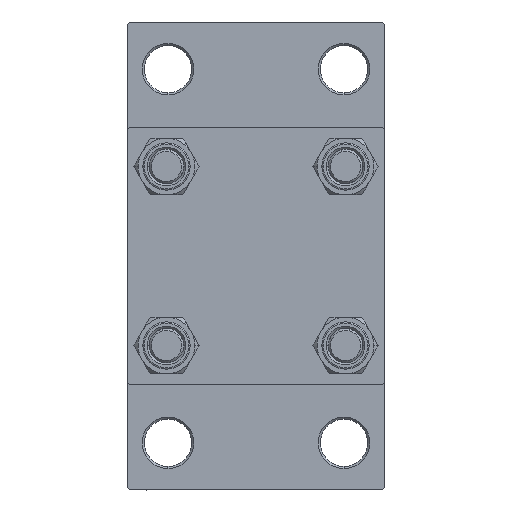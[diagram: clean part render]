
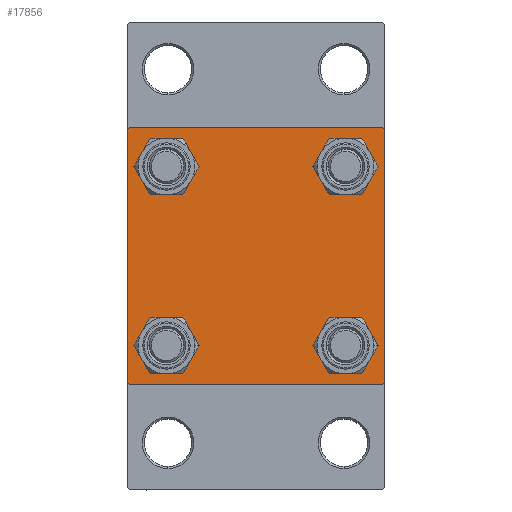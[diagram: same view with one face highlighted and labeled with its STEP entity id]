
A CAD part, left-side view. The second image highlights one B-rep face of the part: STEP entity #17856.
In plain terms, the highlighted planar face has unit normal (-1, 0, 0).
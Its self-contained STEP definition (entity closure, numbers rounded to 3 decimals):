
#164 = EDGE_LOOP ( 'NONE', ( #2866, #34851 ) ) ;
#403 = AXIS2_PLACEMENT_3D ( 'NONE', #10600, #25227, #21186 ) ;
#641 = VERTEX_POINT ( 'NONE', #15287 ) ;
#673 = ORIENTED_EDGE ( 'NONE', *, *, #6015, .T. ) ;
#1142 = CARTESIAN_POINT ( 'NONE',  ( 0., -20.85, -20.85 ) ) ;
#1692 = DIRECTION ( 'NONE',  ( 0., 0., 1. ) ) ;
#1720 = CARTESIAN_POINT ( 'NONE',  ( 0., 30., -29.5 ) ) ;
#2001 = CARTESIAN_POINT ( 'NONE',  ( 0., 30., 30. ) ) ;
#2225 = CARTESIAN_POINT ( 'NONE',  ( 0., 20.85, 20.85 ) ) ;
#2337 = DIRECTION ( 'NONE',  ( 0., 0., 1. ) ) ;
#2866 = ORIENTED_EDGE ( 'NONE', *, *, #45365, .T. ) ;
#2911 = EDGE_CURVE ( 'NONE', #20498, #18864, #24787, .T. ) ;
#3215 = CIRCLE ( 'NONE', #36182, 4.5 ) ;
#3554 = EDGE_CURVE ( 'NONE', #40539, #26539, #27313, .T. ) ;
#3757 = LINE ( 'NONE', #26078, #22206 ) ;
#4886 = CARTESIAN_POINT ( 'NONE',  ( 0., -30., -29.5 ) ) ;
#5297 = CARTESIAN_POINT ( 'NONE',  ( 0., -20.85, 20.85 ) ) ;
#5450 = CARTESIAN_POINT ( 'NONE',  ( 0., -30., 29.5 ) ) ;
#5707 = ORIENTED_EDGE ( 'NONE', *, *, #14077, .T. ) ;
#6015 = EDGE_CURVE ( 'NONE', #26546, #20498, #26242, .T. ) ;
#6779 = AXIS2_PLACEMENT_3D ( 'NONE', #39322, #10289, #11003 ) ;
#6834 = VERTEX_POINT ( 'NONE', #4886 ) ;
#6902 = ORIENTED_EDGE ( 'NONE', *, *, #27293, .T. ) ;
#7335 = DIRECTION ( 'NONE',  ( 0., 0., -1. ) ) ;
#7810 = EDGE_CURVE ( 'NONE', #26539, #40539, #38054, .T. ) ;
#8012 = CARTESIAN_POINT ( 'NONE',  ( 0., 29.75, 29.75 ) ) ;
#8076 = VERTEX_POINT ( 'NONE', #14919 ) ;
#8579 = LINE ( 'NONE', #34940, #38293 ) ;
#9020 = VECTOR ( 'NONE', #25447, 1000. ) ;
#10126 = FACE_BOUND ( 'NONE', #164, .T. ) ;
#10289 = DIRECTION ( 'NONE',  ( 1., 0., 0. ) ) ;
#10379 = VERTEX_POINT ( 'NONE', #20668 ) ;
#10399 = CARTESIAN_POINT ( 'NONE',  ( 0., 20.85, -20.85 ) ) ;
#10532 = ORIENTED_EDGE ( 'NONE', *, *, #25512, .F. ) ;
#10598 = LINE ( 'NONE', #25225, #25184 ) ;
#10600 = CARTESIAN_POINT ( 'NONE',  ( 0., 0., 0. ) ) ;
#11003 = DIRECTION ( 'NONE',  ( 0., 0., 1. ) ) ;
#11783 = ORIENTED_EDGE ( 'NONE', *, *, #7810, .T. ) ;
#13053 = DIRECTION ( 'NONE',  ( 1., 0., 0. ) ) ;
#13401 = CARTESIAN_POINT ( 'NONE',  ( 0., -20.85, -16.35 ) ) ;
#13770 = AXIS2_PLACEMENT_3D ( 'NONE', #10399, #13053, #24088 ) ;
#14077 = EDGE_CURVE ( 'NONE', #19291, #37118, #8579, .T. ) ;
#14258 = EDGE_LOOP ( 'NONE', ( #6902, #28058 ) ) ;
#14469 = DIRECTION ( 'NONE',  ( 0., 0., 1. ) ) ;
#14894 = DIRECTION ( 'NONE',  ( 0., -1., 0. ) ) ;
#14919 = CARTESIAN_POINT ( 'NONE',  ( 0., 29.5, -30. ) ) ;
#15111 = ORIENTED_EDGE ( 'NONE', *, *, #23714, .T. ) ;
#15287 = CARTESIAN_POINT ( 'NONE',  ( 0., -20.85, 16.35 ) ) ;
#15985 = DIRECTION ( 'NONE',  ( 0., 0.707, 0.707 ) ) ;
#16072 = CARTESIAN_POINT ( 'NONE',  ( 0., -20.85, 25.35 ) ) ;
#16387 = DIRECTION ( 'NONE',  ( 1., 0., 0. ) ) ;
#17169 = CARTESIAN_POINT ( 'NONE',  ( 0., 30., -30. ) ) ;
#17856 = ADVANCED_FACE ( 'NONE', ( #10126, #28583, #39623, #21397, #36043 ), #28822, .T. ) ;
#18685 = EDGE_CURVE ( 'NONE', #44008, #25364, #25735, .T. ) ;
#18864 = VERTEX_POINT ( 'NONE', #1720 ) ;
#19111 = VERTEX_POINT ( 'NONE', #13401 ) ;
#19291 = VERTEX_POINT ( 'NONE', #5450 ) ;
#19340 = DIRECTION ( 'NONE',  ( 0., -0.707, 0.707 ) ) ;
#20231 = DIRECTION ( 'NONE',  ( 0., 0., 1. ) ) ;
#20498 = VERTEX_POINT ( 'NONE', #22684 ) ;
#20668 = CARTESIAN_POINT ( 'NONE',  ( 0., -20.85, -25.35 ) ) ;
#20739 = DIRECTION ( 'NONE',  ( 1., 0., 0. ) ) ;
#20950 = DIRECTION ( 'NONE',  ( 0., 0., -1. ) ) ;
#21186 = DIRECTION ( 'NONE',  ( 0., 0., 1. ) ) ;
#21287 = DIRECTION ( 'NONE',  ( 1., 0., 0. ) ) ;
#21397 = FACE_BOUND ( 'NONE', #34204, .T. ) ;
#22206 = VECTOR ( 'NONE', #19340, 1000. ) ;
#22281 = CIRCLE ( 'NONE', #23030, 4.5 ) ;
#22684 = CARTESIAN_POINT ( 'NONE',  ( 0., 30., 29.5 ) ) ;
#23030 = AXIS2_PLACEMENT_3D ( 'NONE', #46217, #21287, #2337 ) ;
#23714 = EDGE_CURVE ( 'NONE', #18864, #8076, #36256, .T. ) ;
#23857 = ORIENTED_EDGE ( 'NONE', *, *, #38794, .T. ) ;
#24088 = DIRECTION ( 'NONE',  ( 0., 0., 1. ) ) ;
#24152 = EDGE_CURVE ( 'NONE', #19291, #6834, #43790, .T. ) ;
#24232 = AXIS2_PLACEMENT_3D ( 'NONE', #32237, #28396, #14469 ) ;
#24764 = CARTESIAN_POINT ( 'NONE',  ( 0., 20.85, -25.35 ) ) ;
#24787 = LINE ( 'NONE', #2001, #41814 ) ;
#24896 = EDGE_CURVE ( 'NONE', #641, #25648, #38163, .T. ) ;
#25184 = VECTOR ( 'NONE', #14894, 1000. ) ;
#25225 = CARTESIAN_POINT ( 'NONE',  ( 0., 30., 30. ) ) ;
#25227 = DIRECTION ( 'NONE',  ( -1., 0., 0. ) ) ;
#25364 = VERTEX_POINT ( 'NONE', #41323 ) ;
#25447 = DIRECTION ( 'NONE',  ( 0., -0.707, -0.707 ) ) ;
#25512 = EDGE_CURVE ( 'NONE', #26546, #37118, #10598, .T. ) ;
#25648 = VERTEX_POINT ( 'NONE', #16072 ) ;
#25735 = CIRCLE ( 'NONE', #24232, 4.5 ) ;
#25794 = EDGE_LOOP ( 'NONE', ( #34745, #15111, #23857, #40056, #41761, #5707, #10532, #673 ) ) ;
#26078 = CARTESIAN_POINT ( 'NONE',  ( 0., -29.75, -29.75 ) ) ;
#26242 = LINE ( 'NONE', #8012, #35698 ) ;
#26274 = VECTOR ( 'NONE', #35906, 1000. ) ;
#26450 = AXIS2_PLACEMENT_3D ( 'NONE', #29454, #29695, #33766 ) ;
#26539 = VERTEX_POINT ( 'NONE', #40780 ) ;
#26546 = VERTEX_POINT ( 'NONE', #34052 ) ;
#27293 = EDGE_CURVE ( 'NONE', #25364, #44008, #38270, .T. ) ;
#27313 = CIRCLE ( 'NONE', #26450, 4.5 ) ;
#27338 = AXIS2_PLACEMENT_3D ( 'NONE', #2225, #16387, #20231 ) ;
#28058 = ORIENTED_EDGE ( 'NONE', *, *, #18685, .T. ) ;
#28213 = LINE ( 'NONE', #17169, #26274 ) ;
#28396 = DIRECTION ( 'NONE',  ( 1., 0., 0. ) ) ;
#28583 = FACE_BOUND ( 'NONE', #36407, .T. ) ;
#28822 = PLANE ( 'NONE',  #403 ) ;
#28827 = CARTESIAN_POINT ( 'NONE',  ( 0., -29.5, 30. ) ) ;
#29348 = EDGE_CURVE ( 'NONE', #10379, #19111, #22281, .T. ) ;
#29454 = CARTESIAN_POINT ( 'NONE',  ( 0., 20.85, 20.85 ) ) ;
#29695 = DIRECTION ( 'NONE',  ( 1., 0., 0. ) ) ;
#30623 = CIRCLE ( 'NONE', #31377, 4.5 ) ;
#31377 = AXIS2_PLACEMENT_3D ( 'NONE', #5297, #34571, #1692 ) ;
#31573 = EDGE_CURVE ( 'NONE', #41017, #6834, #3757, .T. ) ;
#32237 = CARTESIAN_POINT ( 'NONE',  ( 0., 20.85, -20.85 ) ) ;
#32725 = DIRECTION ( 'NONE',  ( 0., 0., 1. ) ) ;
#33766 = DIRECTION ( 'NONE',  ( 0., 0., 1. ) ) ;
#34052 = CARTESIAN_POINT ( 'NONE',  ( 0., 29.5, 30. ) ) ;
#34204 = EDGE_LOOP ( 'NONE', ( #44863, #11783 ) ) ;
#34571 = DIRECTION ( 'NONE',  ( 1., 0., 0. ) ) ;
#34745 = ORIENTED_EDGE ( 'NONE', *, *, #2911, .T. ) ;
#34851 = ORIENTED_EDGE ( 'NONE', *, *, #24896, .T. ) ;
#34940 = CARTESIAN_POINT ( 'NONE',  ( 0., -29.75, 29.75 ) ) ;
#34943 = CARTESIAN_POINT ( 'NONE',  ( 0., -29.5, -30. ) ) ;
#35698 = VECTOR ( 'NONE', #37989, 1000. ) ;
#35778 = CARTESIAN_POINT ( 'NONE',  ( 0., 29.75, -29.75 ) ) ;
#35906 = DIRECTION ( 'NONE',  ( 0., -1., 0. ) ) ;
#36043 = FACE_OUTER_BOUND ( 'NONE', #25794, .T. ) ;
#36182 = AXIS2_PLACEMENT_3D ( 'NONE', #1142, #20739, #32725 ) ;
#36256 = LINE ( 'NONE', #35778, #9020 ) ;
#36407 = EDGE_LOOP ( 'NONE', ( #36770, #45245 ) ) ;
#36770 = ORIENTED_EDGE ( 'NONE', *, *, #36841, .T. ) ;
#36841 = EDGE_CURVE ( 'NONE', #19111, #10379, #3215, .T. ) ;
#37118 = VERTEX_POINT ( 'NONE', #28827 ) ;
#37989 = DIRECTION ( 'NONE',  ( 0., 0.707, -0.707 ) ) ;
#38054 = CIRCLE ( 'NONE', #27338, 4.5 ) ;
#38163 = CIRCLE ( 'NONE', #6779, 4.5 ) ;
#38270 = CIRCLE ( 'NONE', #13770, 4.5 ) ;
#38293 = VECTOR ( 'NONE', #15985, 1000. ) ;
#38794 = EDGE_CURVE ( 'NONE', #8076, #41017, #28213, .T. ) ;
#39322 = CARTESIAN_POINT ( 'NONE',  ( 0., -20.85, 20.85 ) ) ;
#39623 = FACE_BOUND ( 'NONE', #14258, .T. ) ;
#40056 = ORIENTED_EDGE ( 'NONE', *, *, #31573, .T. ) ;
#40201 = CARTESIAN_POINT ( 'NONE',  ( 0., -30., 30. ) ) ;
#40539 = VERTEX_POINT ( 'NONE', #47007 ) ;
#40780 = CARTESIAN_POINT ( 'NONE',  ( 0., 20.85, 16.35 ) ) ;
#41017 = VERTEX_POINT ( 'NONE', #34943 ) ;
#41323 = CARTESIAN_POINT ( 'NONE',  ( 0., 20.85, -16.35 ) ) ;
#41761 = ORIENTED_EDGE ( 'NONE', *, *, #24152, .F. ) ;
#41814 = VECTOR ( 'NONE', #20950, 1000. ) ;
#43790 = LINE ( 'NONE', #40201, #44286 ) ;
#44008 = VERTEX_POINT ( 'NONE', #24764 ) ;
#44286 = VECTOR ( 'NONE', #7335, 1000. ) ;
#44863 = ORIENTED_EDGE ( 'NONE', *, *, #3554, .T. ) ;
#45245 = ORIENTED_EDGE ( 'NONE', *, *, #29348, .T. ) ;
#45365 = EDGE_CURVE ( 'NONE', #25648, #641, #30623, .T. ) ;
#46217 = CARTESIAN_POINT ( 'NONE',  ( 0., -20.85, -20.85 ) ) ;
#47007 = CARTESIAN_POINT ( 'NONE',  ( 0., 20.85, 25.35 ) ) ;
